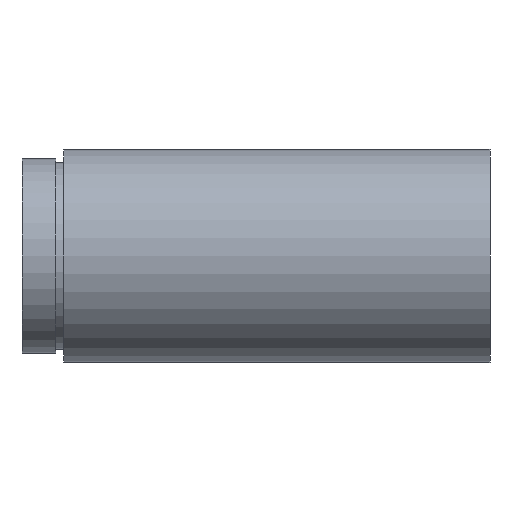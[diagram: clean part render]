
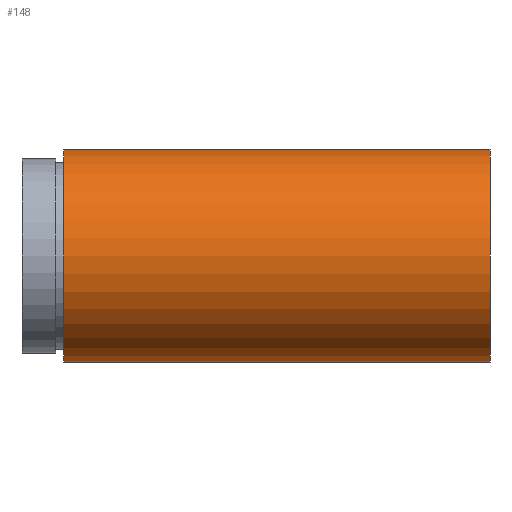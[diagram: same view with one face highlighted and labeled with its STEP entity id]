
A CAD part, left-side view. The second image highlights one B-rep face of the part: STEP entity #148.
In plain terms, the highlighted cylindrical face has radius 12.7 mm (diameter 25.4 mm), a partial arc.
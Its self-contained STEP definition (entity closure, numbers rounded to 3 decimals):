
#14 = DIRECTION ( 'NONE',  ( 0., 1., 0. ) ) ;
#19 = EDGE_LOOP ( 'NONE', ( #155, #161, #310, #187 ) ) ;
#56 = DIRECTION ( 'NONE',  ( 0., 1., 0. ) ) ;
#71 = CARTESIAN_POINT ( 'NONE',  ( 0., 50.8, -12.7 ) ) ;
#80 = DIRECTION ( 'NONE',  ( 0., 0., 1. ) ) ;
#124 = VERTEX_POINT ( 'NONE', #316 ) ;
#135 = CARTESIAN_POINT ( 'NONE',  ( 0., 161.376, 0. ) ) ;
#139 = VERTEX_POINT ( 'NONE', #71 ) ;
#148 = ADVANCED_FACE ( 'NONE', ( #474 ), #613, .T. ) ;
#150 = AXIS2_PLACEMENT_3D ( 'NONE', #135, #507, #80 ) ;
#155 = ORIENTED_EDGE ( 'NONE', *, *, #484, .F. ) ;
#161 = ORIENTED_EDGE ( 'NONE', *, *, #396, .T. ) ;
#187 = ORIENTED_EDGE ( 'NONE', *, *, #331, .F. ) ;
#214 = CARTESIAN_POINT ( 'NONE',  ( 0., 161.376, -12.7 ) ) ;
#248 = DIRECTION ( 'NONE',  ( 0., 0., 1. ) ) ;
#263 = CARTESIAN_POINT ( 'NONE',  ( 0., 50.8, 12.7 ) ) ;
#265 = AXIS2_PLACEMENT_3D ( 'NONE', #464, #514, #248 ) ;
#288 = VECTOR ( 'NONE', #14, 1000. ) ;
#310 = ORIENTED_EDGE ( 'NONE', *, *, #533, .T. ) ;
#316 = CARTESIAN_POINT ( 'NONE',  ( 0., 0., 12.7 ) ) ;
#331 = EDGE_CURVE ( 'NONE', #139, #482, #332, .T. ) ;
#332 = CIRCLE ( 'NONE', #265, 12.7 ) ;
#339 = VERTEX_POINT ( 'NONE', #380 ) ;
#343 = VECTOR ( 'NONE', #544, 1000. ) ;
#350 = AXIS2_PLACEMENT_3D ( 'NONE', #479, #56, #624 ) ;
#380 = CARTESIAN_POINT ( 'NONE',  ( 0., 0., -12.7 ) ) ;
#396 = EDGE_CURVE ( 'NONE', #339, #124, #569, .T. ) ;
#456 = CARTESIAN_POINT ( 'NONE',  ( 0., 161.376, 12.7 ) ) ;
#459 = LINE ( 'NONE', #214, #288 ) ;
#464 = CARTESIAN_POINT ( 'NONE',  ( 0., 50.8, 0. ) ) ;
#474 = FACE_OUTER_BOUND ( 'NONE', #19, .T. ) ;
#478 = LINE ( 'NONE', #456, #343 ) ;
#479 = CARTESIAN_POINT ( 'NONE',  ( 0., 0., 0. ) ) ;
#482 = VERTEX_POINT ( 'NONE', #263 ) ;
#484 = EDGE_CURVE ( 'NONE', #339, #139, #459, .T. ) ;
#507 = DIRECTION ( 'NONE',  ( 0., 1., 0. ) ) ;
#514 = DIRECTION ( 'NONE',  ( 0., 1., 0. ) ) ;
#533 = EDGE_CURVE ( 'NONE', #124, #482, #478, .T. ) ;
#544 = DIRECTION ( 'NONE',  ( 0., 1., 0. ) ) ;
#569 = CIRCLE ( 'NONE', #350, 12.7 ) ;
#613 = CYLINDRICAL_SURFACE ( 'NONE', #150, 12.7 ) ;
#624 = DIRECTION ( 'NONE',  ( 0., 0., 1. ) ) ;
